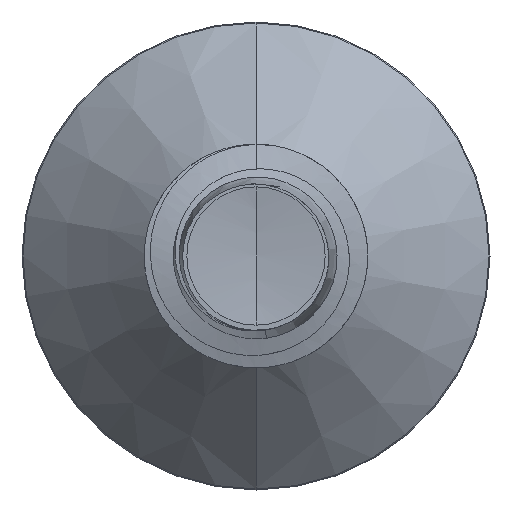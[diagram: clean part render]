
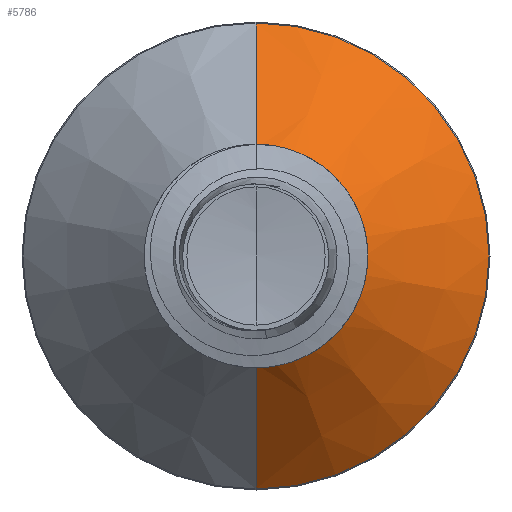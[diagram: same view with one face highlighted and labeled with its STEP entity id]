
A CAD part, front view. The second image highlights one B-rep face of the part: STEP entity #5786.
In plain terms, the highlighted conical face has half-angle 45 degrees and reference radius 0.775 mm.
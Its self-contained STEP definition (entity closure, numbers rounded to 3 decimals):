
#94 = EDGE_CURVE ( 'NONE', #4104, #7608, #9175, .T. ) ;
#388 = EDGE_LOOP ( 'NONE', ( #3252, #1619, #7884, #6507 ) ) ;
#409 = AXIS2_PLACEMENT_3D ( 'NONE', #3115, #8441, #3898 ) ;
#522 = VERTEX_POINT ( 'NONE', #5093 ) ;
#542 = CARTESIAN_POINT ( 'NONE',  ( 0., 2.143, 1.668 ) ) ;
#1229 = CARTESIAN_POINT ( 'NONE',  ( 0., 1.25, -0.775 ) ) ;
#1418 = CARTESIAN_POINT ( 'NONE',  ( 0., 1.25, -0.775 ) ) ;
#1619 = ORIENTED_EDGE ( 'NONE', *, *, #94, .T. ) ;
#2473 = CARTESIAN_POINT ( 'NONE',  ( 0., 1.25, 0. ) ) ;
#2569 = AXIS2_PLACEMENT_3D ( 'NONE', #2473, #7824, #3278 ) ;
#3040 = DIRECTION ( 'NONE',  ( 0., 0.707, -0.707 ) ) ;
#3088 = VECTOR ( 'NONE', #3040, 1000. ) ;
#3115 = CARTESIAN_POINT ( 'NONE',  ( 0., 2.143, 0. ) ) ;
#3252 = ORIENTED_EDGE ( 'NONE', *, *, #7204, .T. ) ;
#3278 = DIRECTION ( 'NONE',  ( 0., 0., 1. ) ) ;
#3476 = DIRECTION ( 'NONE',  ( 0., 0., 1. ) ) ;
#3898 = DIRECTION ( 'NONE',  ( 0., 0., 1. ) ) ;
#4085 = CIRCLE ( 'NONE', #2569, 0.775 ) ;
#4104 = VERTEX_POINT ( 'NONE', #1229 ) ;
#4209 = CARTESIAN_POINT ( 'NONE',  ( 0., 1.25, 0.775 ) ) ;
#4281 = VECTOR ( 'NONE', #4958, 1000. ) ;
#4527 = LINE ( 'NONE', #4209, #4281 ) ;
#4533 = VERTEX_POINT ( 'NONE', #542 ) ;
#4958 = DIRECTION ( 'NONE',  ( 0., 0.707, 0.707 ) ) ;
#5093 = CARTESIAN_POINT ( 'NONE',  ( 0., 1.25, 0.775 ) ) ;
#5668 = EDGE_CURVE ( 'NONE', #522, #4533, #4527, .T. ) ;
#5732 = CARTESIAN_POINT ( 'NONE',  ( 0., 1.25, 0. ) ) ;
#5786 = ADVANCED_FACE ( 'NONE', ( #7603 ), #9397, .T. ) ;
#6245 = CARTESIAN_POINT ( 'NONE',  ( 0., 2.143, -1.668 ) ) ;
#6507 = ORIENTED_EDGE ( 'NONE', *, *, #5668, .F. ) ;
#7043 = AXIS2_PLACEMENT_3D ( 'NONE', #5732, #8790, #3476 ) ;
#7204 = EDGE_CURVE ( 'NONE', #522, #4104, #4085, .T. ) ;
#7603 = FACE_OUTER_BOUND ( 'NONE', #388, .T. ) ;
#7608 = VERTEX_POINT ( 'NONE', #6245 ) ;
#7645 = CIRCLE ( 'NONE', #409, 1.668 ) ;
#7824 = DIRECTION ( 'NONE',  ( 0., 1., 0. ) ) ;
#7884 = ORIENTED_EDGE ( 'NONE', *, *, #9871, .F. ) ;
#8441 = DIRECTION ( 'NONE',  ( 0., 1., 0. ) ) ;
#8790 = DIRECTION ( 'NONE',  ( 0., 1., 0. ) ) ;
#9175 = LINE ( 'NONE', #1418, #3088 ) ;
#9397 = CONICAL_SURFACE ( 'NONE', #7043, 0.775, 0.785 ) ;
#9871 = EDGE_CURVE ( 'NONE', #4533, #7608, #7645, .T. ) ;
